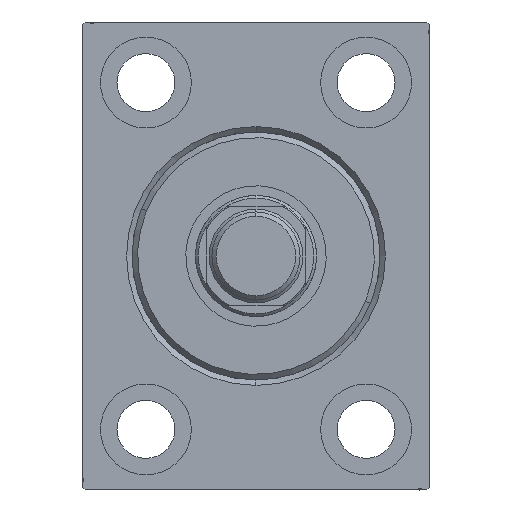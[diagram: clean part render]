
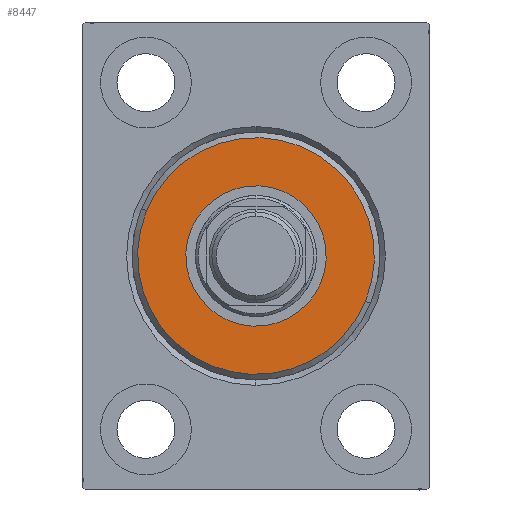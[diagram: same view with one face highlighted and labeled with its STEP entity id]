
A CAD part, left-side view. The second image highlights one B-rep face of the part: STEP entity #8447.
In plain terms, the highlighted face is planar.
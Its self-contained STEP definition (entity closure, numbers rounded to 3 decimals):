
#805 = CARTESIAN_POINT ( 'NONE',  ( 3., 0., 12.75 ) ) ;
#1154 = AXIS2_PLACEMENT_3D ( 'NONE', #1310, #4245, #17866 ) ;
#1310 = CARTESIAN_POINT ( 'NONE',  ( 3., 0., 0. ) ) ;
#2267 = VERTEX_POINT ( 'NONE', #805 ) ;
#3641 = EDGE_LOOP ( 'NONE', ( #43531, #17762 ) ) ;
#4245 = DIRECTION ( 'NONE',  ( -1., 0., 0. ) ) ;
#4793 = CIRCLE ( 'NONE', #34807, 21.5 ) ;
#7819 = DIRECTION ( 'NONE',  ( 1., 0., 0. ) ) ;
#8181 = AXIS2_PLACEMENT_3D ( 'NONE', #24953, #14892, #42153 ) ;
#8253 = PLANE ( 'NONE',  #15130 ) ;
#8447 = ADVANCED_FACE ( 'NONE', ( #11594, #38876 ), #8253, .T. ) ;
#8682 = CARTESIAN_POINT ( 'NONE',  ( 3., 0., 0. ) ) ;
#11594 = FACE_OUTER_BOUND ( 'NONE', #3641, .T. ) ;
#14606 = CIRCLE ( 'NONE', #8181, 12.75 ) ;
#14736 = CARTESIAN_POINT ( 'NONE',  ( 3., 0., 0. ) ) ;
#14892 = DIRECTION ( 'NONE',  ( -1., 0., 0. ) ) ;
#15130 = AXIS2_PLACEMENT_3D ( 'NONE', #8682, #7819, #28170 ) ;
#15458 = ORIENTED_EDGE ( 'NONE', *, *, #43349, .T. ) ;
#16057 = EDGE_CURVE ( 'NONE', #26164, #2267, #14606, .T. ) ;
#17762 = ORIENTED_EDGE ( 'NONE', *, *, #27942, .T. ) ;
#17866 = DIRECTION ( 'NONE',  ( 0., 0., -1. ) ) ;
#18299 = DIRECTION ( 'NONE',  ( 1., 0., 0. ) ) ;
#21237 = ORIENTED_EDGE ( 'NONE', *, *, #16057, .T. ) ;
#21548 = VERTEX_POINT ( 'NONE', #32508 ) ;
#22381 = CARTESIAN_POINT ( 'NONE',  ( 3., 0., -12.75 ) ) ;
#24953 = CARTESIAN_POINT ( 'NONE',  ( 3., 0., 0. ) ) ;
#26164 = VERTEX_POINT ( 'NONE', #22381 ) ;
#27942 = EDGE_CURVE ( 'NONE', #21548, #33745, #4793, .T. ) ;
#28170 = DIRECTION ( 'NONE',  ( 0., 0., -1. ) ) ;
#28283 = AXIS2_PLACEMENT_3D ( 'NONE', #14736, #18299, #42211 ) ;
#29956 = DIRECTION ( 'NONE',  ( 0., 0., -1. ) ) ;
#32508 = CARTESIAN_POINT ( 'NONE',  ( 3., 0., -21.5 ) ) ;
#33745 = VERTEX_POINT ( 'NONE', #42046 ) ;
#34807 = AXIS2_PLACEMENT_3D ( 'NONE', #40240, #37328, #29956 ) ;
#36124 = CIRCLE ( 'NONE', #28283, 21.5 ) ;
#37328 = DIRECTION ( 'NONE',  ( 1., 0., 0. ) ) ;
#38876 = FACE_BOUND ( 'NONE', #42822, .T. ) ;
#40240 = CARTESIAN_POINT ( 'NONE',  ( 3., 0., 0. ) ) ;
#40410 = CIRCLE ( 'NONE', #1154, 12.75 ) ;
#42046 = CARTESIAN_POINT ( 'NONE',  ( 3., 0., 21.5 ) ) ;
#42153 = DIRECTION ( 'NONE',  ( 0., 0., -1. ) ) ;
#42211 = DIRECTION ( 'NONE',  ( 0., 0., -1. ) ) ;
#42822 = EDGE_LOOP ( 'NONE', ( #15458, #21237 ) ) ;
#43349 = EDGE_CURVE ( 'NONE', #2267, #26164, #40410, .T. ) ;
#43413 = EDGE_CURVE ( 'NONE', #33745, #21548, #36124, .T. ) ;
#43531 = ORIENTED_EDGE ( 'NONE', *, *, #43413, .T. ) ;
